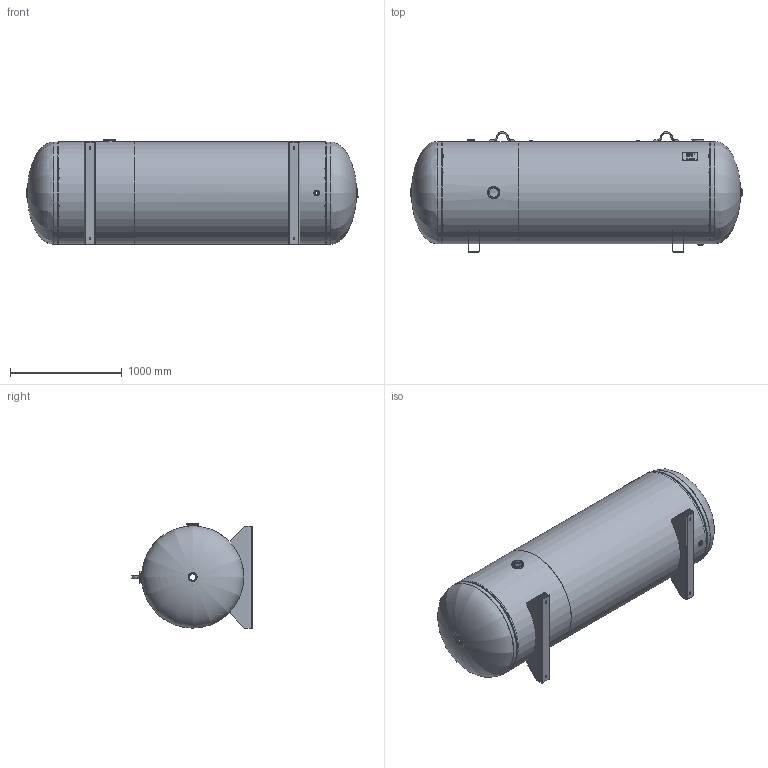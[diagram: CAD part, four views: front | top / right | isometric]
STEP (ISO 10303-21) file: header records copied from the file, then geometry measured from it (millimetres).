
FILE_DESCRIPTION(/* description */ ('36 X 116 165# HORZ ASME STOCK 500 GAL'),/* implementation_level */ '2;1');
FILE_NAME(/* name */ 'SPVG_A10352.stp',/* time_stamp */ '2018-11-06T08:04:16-06:00',/* author */ ('kim.thoune'),/* organization */ (''),/* preprocessor_version */ 'ST-DEVELOPER v16.5',/* originating_system */ 'Autodesk Inventor 2017',/* authorisation */ '');
FILE_SCHEMA (('AUTOMOTIVE_DESIGN { 1 0 10303 214 3 1 1 }'));
Length unit declared in the file: inch
Products named in the file (16): A10352; A10352-1; A10352-2; A10352-3; 910-591; A10352-4; 910-591_1; F100500; F100750; F101501; 60-140; 64-053; S100158; F103001; F102000; 64-784
Assembly tree (20 placements, depth 3):
  A10352
    A10352-1
    A10352-2
    A10352-3
      910-591
    A10352-4
      910-591_1
    F100500  x2
    F100750
    F102000  x2
    F101501
    60-140
      64-053
    S100158  x2
    F103001  x2
    64-784  x2
Bounding box: 2973.37 x 1078.92 x 934.67 mm (x, y, z)
Volume: 47818892.3 mm3; surface area: 19464893.4 mm2
Topology: 17 solids, 17 shells, 399 faces, 980 edges, 639 vertices
Faces by surface type: plane 229, cylinder 78, bspline 44, torus 35, cone 13
Full cylindrical faces by diameter (mm): 6.35 x4, 18.644 x2, 26.987 x2, 31.75 x2, 36.512 x1, 36.909 x1, 44.856 x1, 52.387 x1, 56.667 x2, 57.547 x1, 60.325 x1, 68.263 x3, 79.383 x2, 82.55 x2, 96.837 x2, 98.425 x2, 107.95 x2, 896.252 x2, 905.205 x2, 905.447 x2, 905.459 x2, 914.4 x2, 915.619 x2
Entity records: 12102 total; most frequent: CARTESIAN_POINT 4398, ORIENTED_EDGE 1440, DIRECTION 1388, EDGE_CURVE 720, VERTEX_POINT 508, LINE 504, VECTOR 504, EDGE_LOOP 446
